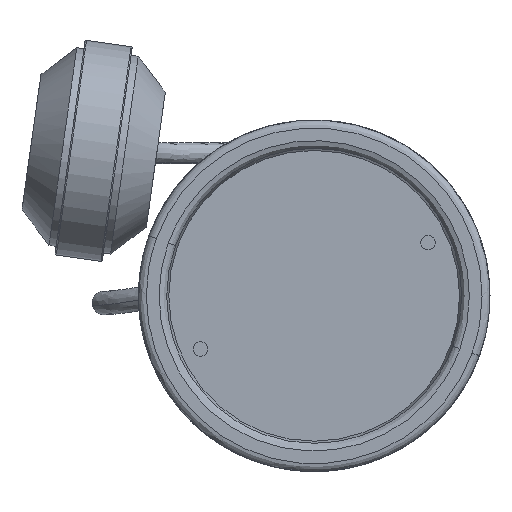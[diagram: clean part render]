
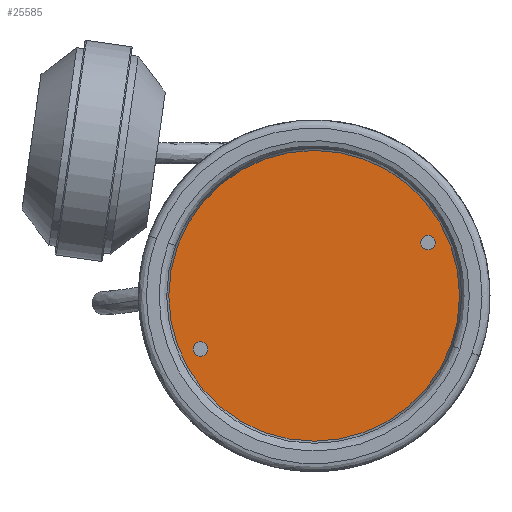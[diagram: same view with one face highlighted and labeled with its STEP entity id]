
A CAD part, front view. The second image highlights one B-rep face of the part: STEP entity #25585.
In plain terms, the highlighted planar face has unit normal (0, -1, 0).
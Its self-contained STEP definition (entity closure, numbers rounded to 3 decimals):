
#506 = FACE_BOUND ( 'NONE', #76199, .T. ) ;
#715 = EDGE_LOOP ( 'NONE', ( #7329, #85430 ) ) ;
#1216 = EDGE_CURVE ( 'NONE', #39905, #50737, #23268, .T. ) ;
#3583 = DIRECTION ( 'NONE',  ( 1., 0., 0. ) ) ;
#6335 = DIRECTION ( 'NONE',  ( 1., 0., 0. ) ) ;
#7104 = DIRECTION ( 'NONE',  ( 1., 0., 0. ) ) ;
#7329 = ORIENTED_EDGE ( 'NONE', *, *, #13421, .F. ) ;
#12226 = CARTESIAN_POINT ( 'NONE',  ( 0., 5.2, 55. ) ) ;
#12235 = CIRCLE ( 'NONE', #16449, 2.75 ) ;
#12274 = CARTESIAN_POINT ( 'NONE',  ( -36.338, 5.2, -33.588 ) ) ;
#13421 = EDGE_CURVE ( 'NONE', #45717, #59575, #50747, .T. ) ;
#14236 = FACE_BOUND ( 'NONE', #715, .T. ) ;
#14664 = PLANE ( 'NONE',  #55061 ) ;
#15244 = AXIS2_PLACEMENT_3D ( 'NONE', #86228, #40881, #67962 ) ;
#15340 = AXIS2_PLACEMENT_3D ( 'NONE', #34134, #74520, #7104 ) ;
#16449 = AXIS2_PLACEMENT_3D ( 'NONE', #67955, #46667, #6335 ) ;
#20366 = EDGE_CURVE ( 'NONE', #59575, #45717, #12235, .T. ) ;
#20551 = DIRECTION ( 'NONE',  ( 0., -1., 0. ) ) ;
#20827 = EDGE_LOOP ( 'NONE', ( #31208, #23844 ) ) ;
#21158 = EDGE_CURVE ( 'NONE', #38297, #30193, #54509, .T. ) ;
#22691 = EDGE_CURVE ( 'NONE', #50737, #39905, #68828, .T. ) ;
#23071 = CARTESIAN_POINT ( 'NONE',  ( -33.588, 5.2, -33.588 ) ) ;
#23177 = AXIS2_PLACEMENT_3D ( 'NONE', #23071, #50132, #3583 ) ;
#23268 = CIRCLE ( 'NONE', #41673, 2.75 ) ;
#23844 = ORIENTED_EDGE ( 'NONE', *, *, #21158, .T. ) ;
#25585 = ADVANCED_FACE ( 'NONE', ( #14236, #506, #75443 ), #14664, .F. ) ;
#27975 = CIRCLE ( 'NONE', #15244, 55. ) ;
#30193 = VERTEX_POINT ( 'NONE', #46445 ) ;
#31208 = ORIENTED_EDGE ( 'NONE', *, *, #47781, .T. ) ;
#34134 = CARTESIAN_POINT ( 'NONE',  ( 33.588, 5.2, 33.588 ) ) ;
#34472 = DIRECTION ( 'NONE',  ( 0., -1., 0. ) ) ;
#36813 = CARTESIAN_POINT ( 'NONE',  ( 30.838, 5.2, 33.588 ) ) ;
#38297 = VERTEX_POINT ( 'NONE', #12226 ) ;
#39905 = VERTEX_POINT ( 'NONE', #12274 ) ;
#40881 = DIRECTION ( 'NONE',  ( 0., -1., 0. ) ) ;
#41673 = AXIS2_PLACEMENT_3D ( 'NONE', #61100, #34472, #81102 ) ;
#41704 = DIRECTION ( 'NONE',  ( 0., 1., 0. ) ) ;
#45717 = VERTEX_POINT ( 'NONE', #80843 ) ;
#46445 = CARTESIAN_POINT ( 'NONE',  ( 0., 5.2, -55. ) ) ;
#46667 = DIRECTION ( 'NONE',  ( 0., -1., 0. ) ) ;
#47781 = EDGE_CURVE ( 'NONE', #30193, #38297, #27975, .T. ) ;
#50132 = DIRECTION ( 'NONE',  ( 0., -1., 0. ) ) ;
#50737 = VERTEX_POINT ( 'NONE', #78246 ) ;
#50747 = CIRCLE ( 'NONE', #15340, 2.75 ) ;
#54509 = CIRCLE ( 'NONE', #87169, 55. ) ;
#54595 = CARTESIAN_POINT ( 'NONE',  ( -110., 5.2, -110. ) ) ;
#55061 = AXIS2_PLACEMENT_3D ( 'NONE', #54595, #41704, #68797 ) ;
#59575 = VERTEX_POINT ( 'NONE', #36813 ) ;
#60478 = DIRECTION ( 'NONE',  ( 0., 0., -1. ) ) ;
#61100 = CARTESIAN_POINT ( 'NONE',  ( -33.588, 5.2, -33.588 ) ) ;
#61556 = ORIENTED_EDGE ( 'NONE', *, *, #22691, .F. ) ;
#64245 = ORIENTED_EDGE ( 'NONE', *, *, #1216, .F. ) ;
#67955 = CARTESIAN_POINT ( 'NONE',  ( 33.588, 5.2, 33.588 ) ) ;
#67962 = DIRECTION ( 'NONE',  ( 0., 0., -1. ) ) ;
#68440 = CARTESIAN_POINT ( 'NONE',  ( 0., 5.2, 0. ) ) ;
#68797 = DIRECTION ( 'NONE',  ( 0., 0., 1. ) ) ;
#68828 = CIRCLE ( 'NONE', #23177, 2.75 ) ;
#74520 = DIRECTION ( 'NONE',  ( 0., -1., 0. ) ) ;
#75443 = FACE_OUTER_BOUND ( 'NONE', #20827, .T. ) ;
#76199 = EDGE_LOOP ( 'NONE', ( #61556, #64245 ) ) ;
#78246 = CARTESIAN_POINT ( 'NONE',  ( -30.838, 5.2, -33.588 ) ) ;
#80843 = CARTESIAN_POINT ( 'NONE',  ( 36.338, 5.2, 33.588 ) ) ;
#81102 = DIRECTION ( 'NONE',  ( 1., 0., 0. ) ) ;
#85430 = ORIENTED_EDGE ( 'NONE', *, *, #20366, .F. ) ;
#86228 = CARTESIAN_POINT ( 'NONE',  ( 0., 5.2, 0. ) ) ;
#87169 = AXIS2_PLACEMENT_3D ( 'NONE', #68440, #20551, #60478 ) ;
